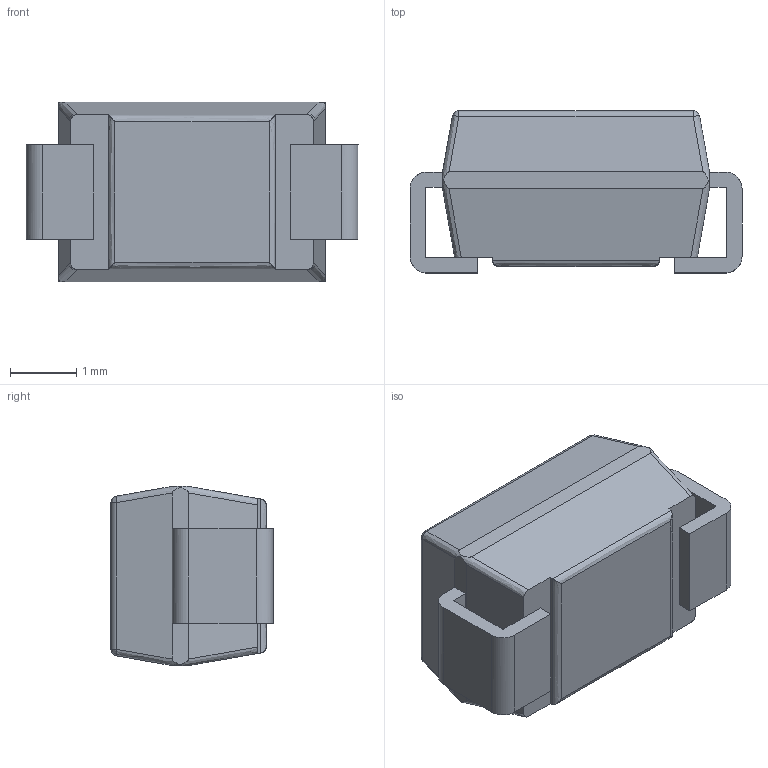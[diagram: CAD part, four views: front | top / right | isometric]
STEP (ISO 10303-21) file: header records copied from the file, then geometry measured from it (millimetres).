
FILE_DESCRIPTION(('FreeCAD Model'),'2;1');
FILE_NAME('User_Library-Diode_Molded_Body 003.stp','2016-01-27T22:40:46',('FreeCAD'),( 'FreeCAD'),'Open CASCADE STEP processor 6.8','FreeCAD','Unknown');
FILE_SCHEMA(('AUTOMOTIVE_DESIGN_CC2 { 1 2 10303 214 -1 1 5 4 }'));
Length unit declared in the file: millimetre
Products named in the file (1): Open CASCADE STEP translator 6.8 41
Bounding box: 5 x 2.44 x 2.7 mm (x, y, z)
Surface area: 62.4 mm2 (no closed solid volume)
Topology: 0 solids, 1 shells, 72 faces, 197 edges, 119 vertices
Faces by surface type: plane 41, bspline 31
Entity records: 7615 total; most frequent: CARTESIAN_POINT 5129, B_SPLINE_CURVE_WITH_KNOTS 468, ORIENTED_EDGE 371, PCURVE 371, DEFINITIONAL_REPRESENTATION 371, EDGE_CURVE 193, SURFACE_CURVE 193, VERTEX_POINT 120
